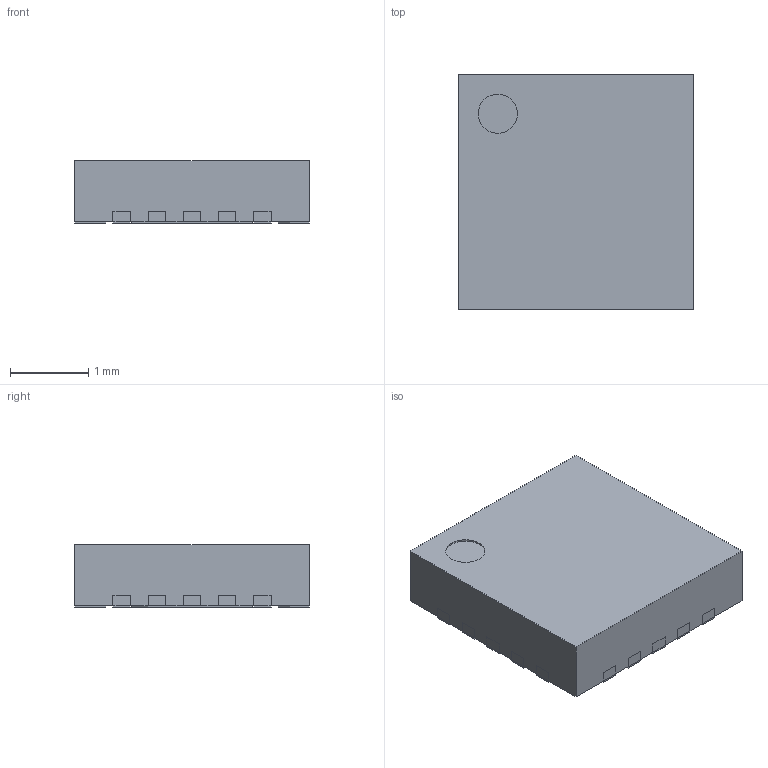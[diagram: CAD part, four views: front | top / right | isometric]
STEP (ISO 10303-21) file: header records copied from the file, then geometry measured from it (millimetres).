
FILE_DESCRIPTION (( 'STEP AP214' ), '1' );
FILE_NAME ('jw5068a.STEP', '2024-05-30T08:45:05', ( '' ), ( '' ), 'SwSTEP 2.0', 'SolidWorks 2022', '' );
FILE_SCHEMA (( 'AUTOMOTIVE_DESIGN' ));
Length unit declared in the file: millimetre
Products named in the file (1): jw5068a
Bounding box: 3 x 3 x 0.8 mm (x, y, z)
Surface area: 45.4 mm2
Topology: 42 solids, 42 shells, 360 faces, 825 edges, 550 vertices
Faces by surface type: plane 358, cylinder 2
Entity records: 14296 total; most frequent: CARTESIAN_POINT 1736, ORIENTED_EDGE 1650, DIRECTION 1551, EDGE_CURVE 825, VECTOR 821, LINE 821, VERTEX_POINT 550, UNCERTAINTY_MEASURE_WITH_UNIT 404
